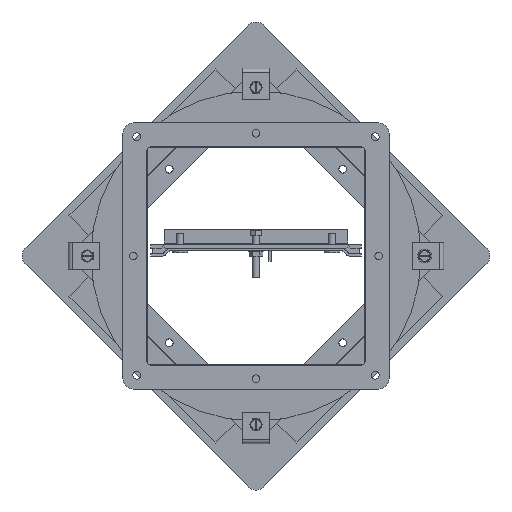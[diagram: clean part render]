
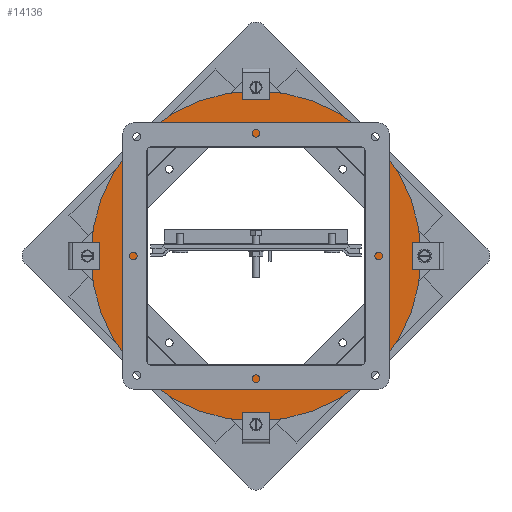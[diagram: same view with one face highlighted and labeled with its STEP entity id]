
A CAD part, front view. The second image highlights one B-rep face of the part: STEP entity #14136.
In plain terms, the highlighted planar face has unit normal (0, -1, 0).
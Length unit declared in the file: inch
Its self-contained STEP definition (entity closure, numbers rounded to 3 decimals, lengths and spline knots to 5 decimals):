
#192 = VERTEX_POINT ( 'NONE', #16631 ) ;
#368 = VERTEX_POINT ( 'NONE', #644 ) ;
#387 = ORIENTED_EDGE ( 'NONE', *, *, #15105, .F. ) ;
#644 = CARTESIAN_POINT ( 'NONE',  ( 3.9845, 0.692, 3.9225 ) ) ;
#990 = AXIS2_PLACEMENT_3D ( 'NONE', #8308, #6136, #16731 ) ;
#1189 = ORIENTED_EDGE ( 'NONE', *, *, #7457, .F. ) ;
#1197 = CARTESIAN_POINT ( 'NONE',  ( -3.9225, 0.692, -3.9845 ) ) ;
#1233 = DIRECTION ( 'NONE',  ( 0., -1., 0. ) ) ;
#1382 = CIRCLE ( 'NONE', #3116, 0.062 ) ;
#1457 = DIRECTION ( 'NONE',  ( 0., -1., 0. ) ) ;
#1680 = VERTEX_POINT ( 'NONE', #9943 ) ;
#1745 = CARTESIAN_POINT ( 'NONE',  ( 0., 0.692, 3.9845 ) ) ;
#2270 = PLANE ( 'NONE',  #15063 ) ;
#2897 = DIRECTION ( 'NONE',  ( -1., 0., 0. ) ) ;
#2907 = VECTOR ( 'NONE', #13023, 39.37008 ) ;
#3116 = AXIS2_PLACEMENT_3D ( 'NONE', #13684, #1457, #2897 ) ;
#3214 = EDGE_CURVE ( 'NONE', #7521, #12250, #12969, .T. ) ;
#3424 = VERTEX_POINT ( 'NONE', #1197 ) ;
#4075 = AXIS2_PLACEMENT_3D ( 'NONE', #10506, #15970, #13459 ) ;
#4101 = CARTESIAN_POINT ( 'NONE',  ( -3.9225, 0.692, 3.9845 ) ) ;
#4189 = EDGE_CURVE ( 'NONE', #10138, #3424, #6353, .T. ) ;
#4683 = LINE ( 'NONE', #11773, #5499 ) ;
#4813 = EDGE_CURVE ( 'NONE', #3424, #1680, #4683, .T. ) ;
#5365 = EDGE_CURVE ( 'NONE', #192, #192, #12110, .T. ) ;
#5487 = ORIENTED_EDGE ( 'NONE', *, *, #8646, .F. ) ;
#5499 = VECTOR ( 'NONE', #15630, 39.37008 ) ;
#6056 = VERTEX_POINT ( 'NONE', #11619 ) ;
#6136 = DIRECTION ( 'NONE',  ( 0., -1., 0. ) ) ;
#6167 = DIRECTION ( 'NONE',  ( -1., 0., 0. ) ) ;
#6316 = DIRECTION ( 'NONE',  ( 1., 0., 0. ) ) ;
#6321 = VECTOR ( 'NONE', #17090, 39.37008 ) ;
#6353 = CIRCLE ( 'NONE', #16376, 0.062 ) ;
#6409 = DIRECTION ( 'NONE',  ( 0., 1., 0. ) ) ;
#6526 = ORIENTED_EDGE ( 'NONE', *, *, #3214, .F. ) ;
#6998 = ORIENTED_EDGE ( 'NONE', *, *, #8175, .F. ) ;
#7162 = VECTOR ( 'NONE', #10467, 39.37008 ) ;
#7349 = DIRECTION ( 'NONE',  ( 0., -1., 0. ) ) ;
#7457 = EDGE_CURVE ( 'NONE', #368, #7521, #1382, .T. ) ;
#7483 = VERTEX_POINT ( 'NONE', #13859 ) ;
#7521 = VERTEX_POINT ( 'NONE', #16369 ) ;
#7659 = ORIENTED_EDGE ( 'NONE', *, *, #5365, .F. ) ;
#7939 = FACE_OUTER_BOUND ( 'NONE', #16759, .T. ) ;
#8175 = EDGE_CURVE ( 'NONE', #12250, #6056, #13737, .T. ) ;
#8308 = CARTESIAN_POINT ( 'NONE',  ( 3.9225, 0.692, -3.9225 ) ) ;
#8631 = CARTESIAN_POINT ( 'NONE',  ( 3.9845, 0.692, 0. ) ) ;
#8646 = EDGE_CURVE ( 'NONE', #6056, #10138, #14317, .T. ) ;
#8739 = CIRCLE ( 'NONE', #990, 0.062 ) ;
#8963 = CARTESIAN_POINT ( 'NONE',  ( -3.9225, 0.692, 3.9225 ) ) ;
#9016 = FACE_BOUND ( 'NONE', #10812, .T. ) ;
#9943 = CARTESIAN_POINT ( 'NONE',  ( 3.9225, 0.692, -3.9845 ) ) ;
#10138 = VERTEX_POINT ( 'NONE', #12949 ) ;
#10301 = AXIS2_PLACEMENT_3D ( 'NONE', #8963, #7349, #6167 ) ;
#10467 = DIRECTION ( 'NONE',  ( 0., 0., -1. ) ) ;
#10506 = CARTESIAN_POINT ( 'NONE',  ( 0., 0.692, 0. ) ) ;
#10523 = EDGE_CURVE ( 'NONE', #7483, #368, #14015, .T. ) ;
#10812 = EDGE_LOOP ( 'NONE', ( #12400, #5487, #6998, #6526, #1189, #17651, #387, #17544 ) ) ;
#11619 = CARTESIAN_POINT ( 'NONE',  ( -3.9845, 0.692, 3.9225 ) ) ;
#11773 = CARTESIAN_POINT ( 'NONE',  ( 0., 0.692, -3.9845 ) ) ;
#12110 = CIRCLE ( 'NONE', #4075, 5.9685 ) ;
#12250 = VERTEX_POINT ( 'NONE', #4101 ) ;
#12282 = DIRECTION ( 'NONE',  ( -1., 0., 0. ) ) ;
#12400 = ORIENTED_EDGE ( 'NONE', *, *, #4189, .F. ) ;
#12949 = CARTESIAN_POINT ( 'NONE',  ( -3.9845, 0.692, -3.9225 ) ) ;
#12969 = LINE ( 'NONE', #1745, #6321 ) ;
#12972 = CARTESIAN_POINT ( 'NONE',  ( -3.9845, 0.692, 0. ) ) ;
#13023 = DIRECTION ( 'NONE',  ( 0., 0., 1. ) ) ;
#13459 = DIRECTION ( 'NONE',  ( -1., 0., 0. ) ) ;
#13549 = CARTESIAN_POINT ( 'NONE',  ( -3.9225, 0.692, -3.9225 ) ) ;
#13684 = CARTESIAN_POINT ( 'NONE',  ( 3.9225, 0.692, 3.9225 ) ) ;
#13737 = CIRCLE ( 'NONE', #10301, 0.062 ) ;
#13859 = CARTESIAN_POINT ( 'NONE',  ( 3.9845, 0.692, -3.9225 ) ) ;
#14015 = LINE ( 'NONE', #8631, #2907 ) ;
#14136 = ADVANCED_FACE ( 'NONE', ( #7939, #9016 ), #2270, .F. ) ;
#14317 = LINE ( 'NONE', #12972, #7162 ) ;
#14668 = CARTESIAN_POINT ( 'NONE',  ( 0., 0.692, 0. ) ) ;
#15063 = AXIS2_PLACEMENT_3D ( 'NONE', #14668, #6409, #6316 ) ;
#15105 = EDGE_CURVE ( 'NONE', #1680, #7483, #8739, .T. ) ;
#15630 = DIRECTION ( 'NONE',  ( 1., 0., 0. ) ) ;
#15970 = DIRECTION ( 'NONE',  ( 0., 1., 0. ) ) ;
#16369 = CARTESIAN_POINT ( 'NONE',  ( 3.9225, 0.692, 3.9845 ) ) ;
#16376 = AXIS2_PLACEMENT_3D ( 'NONE', #13549, #1233, #12282 ) ;
#16631 = CARTESIAN_POINT ( 'NONE',  ( -5.9685, 0.692, 0. ) ) ;
#16731 = DIRECTION ( 'NONE',  ( -1., 0., 0. ) ) ;
#16759 = EDGE_LOOP ( 'NONE', ( #7659 ) ) ;
#17090 = DIRECTION ( 'NONE',  ( -1., 0., 0. ) ) ;
#17544 = ORIENTED_EDGE ( 'NONE', *, *, #4813, .F. ) ;
#17651 = ORIENTED_EDGE ( 'NONE', *, *, #10523, .F. ) ;
